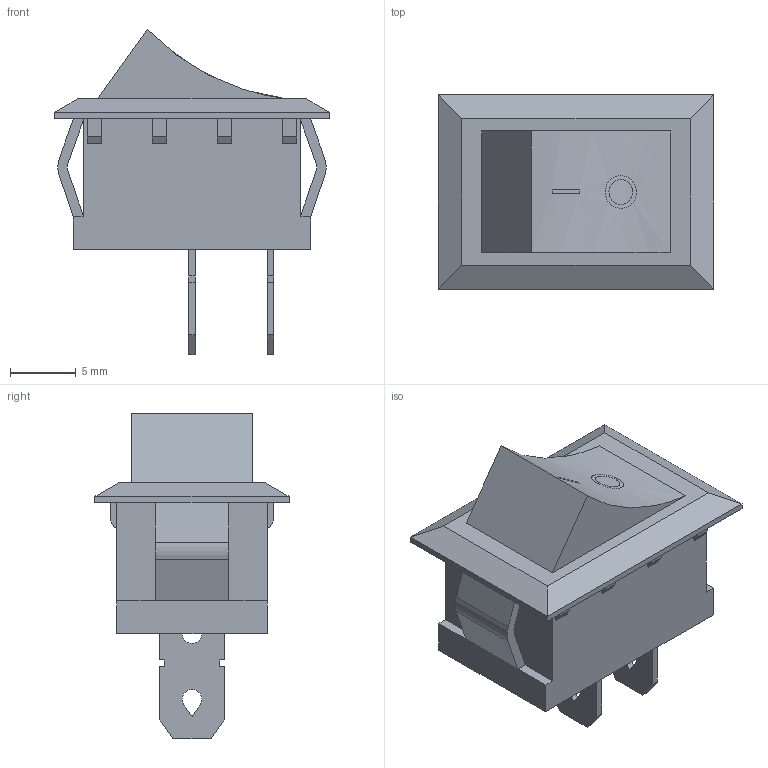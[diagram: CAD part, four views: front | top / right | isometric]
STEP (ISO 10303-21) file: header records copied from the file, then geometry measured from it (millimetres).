
FILE_DESCRIPTION (( 'STEP AP214' ), '1' );
FILE_NAME ('RockerSwitch.STEP', '2020-11-22T09:30:13', ( '' ), ( '' ), 'SwSTEP 2.0', 'SolidWorks 2016', '' );
FILE_SCHEMA (( 'AUTOMOTIVE_DESIGN' ));
Length unit declared in the file: millimetre
Products named in the file (1): RockerSwitch
Bounding box: 21 x 14.8 x 24.8 mm (x, y, z)
Volume: 2743.3 mm3; surface area: 1729.4 mm2
Topology: 1 solids, 1 shells, 124 faces, 363 edges, 242 vertices
Faces by surface type: plane 110, cylinder 10, bspline 4
Entity records: 4637 total; most frequent: CARTESIAN_POINT 828, ORIENTED_EDGE 726, DIRECTION 617, EDGE_CURVE 363, VECTOR 335, LINE 335, VERTEX_POINT 242, AXIS2_PLACEMENT_3D 141
